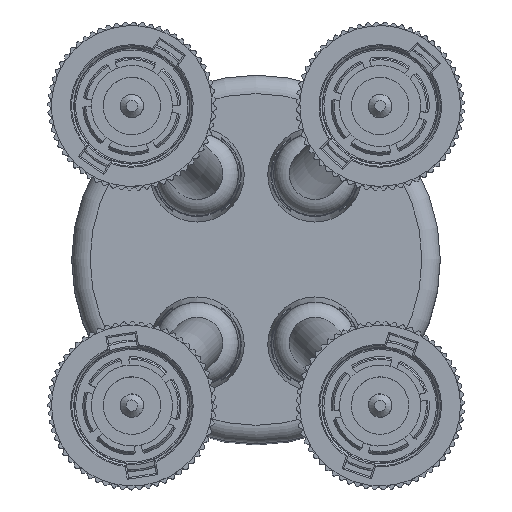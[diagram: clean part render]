
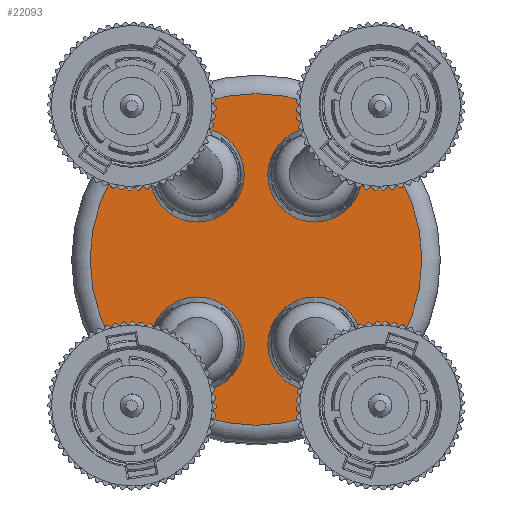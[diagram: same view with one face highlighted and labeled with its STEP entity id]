
A CAD part, top view. The second image highlights one B-rep face of the part: STEP entity #22093.
In plain terms, the highlighted planar face has unit normal (0, 0, 1).
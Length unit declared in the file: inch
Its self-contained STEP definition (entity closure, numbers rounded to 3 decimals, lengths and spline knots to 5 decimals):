
#2217=FACE_BOUND('',#3989,.T.);
#2218=FACE_BOUND('',#3990,.T.);
#2219=FACE_BOUND('',#3991,.T.);
#2220=FACE_BOUND('',#3992,.T.);
#2595=FACE_OUTER_BOUND('',#3988,.T.);
#3988=EDGE_LOOP('',(#15655));
#3989=EDGE_LOOP('',(#15656));
#3990=EDGE_LOOP('',(#15657));
#3991=EDGE_LOOP('',(#15658));
#3992=EDGE_LOOP('',(#15659));
#8255=CIRCLE('',#23648,0.16);
#8257=CIRCLE('',#23651,0.16);
#8337=CIRCLE('',#23822,0.16);
#8349=CIRCLE('',#23841,0.16);
#8390=CIRCLE('',#23918,0.5625);
#9473=VERTEX_POINT('',#32573);
#9474=VERTEX_POINT('',#32578);
#9613=VERTEX_POINT('',#33047);
#9620=VERTEX_POINT('',#33080);
#9679=VERTEX_POINT('',#33263);
#11557=EDGE_CURVE('',#9473,#9473,#8255,.T.);
#11560=EDGE_CURVE('',#9474,#9474,#8257,.T.);
#11767=EDGE_CURVE('',#9613,#9613,#8337,.T.);
#11786=EDGE_CURVE('',#9620,#9620,#8349,.T.);
#11873=EDGE_CURVE('',#9679,#9679,#8390,.T.);
#15655=ORIENTED_EDGE('',*,*,#11873,.T.);
#15656=ORIENTED_EDGE('',*,*,#11557,.T.);
#15657=ORIENTED_EDGE('',*,*,#11560,.T.);
#15658=ORIENTED_EDGE('',*,*,#11767,.T.);
#15659=ORIENTED_EDGE('',*,*,#11786,.T.);
#21406=PLANE('',#23920);
#22093=ADVANCED_FACE('',(#2595,#2217,#2218,#2219,#2220),#21406,.T.);
#23648=AXIS2_PLACEMENT_3D('',#32575,#26296,#26297);
#23651=AXIS2_PLACEMENT_3D('',#32580,#26303,#26304);
#23822=AXIS2_PLACEMENT_3D('',#33049,#26756,#26757);
#23841=AXIS2_PLACEMENT_3D('',#33082,#26801,#26802);
#23918=AXIS2_PLACEMENT_3D('',#33264,#27001,#27002);
#23920=AXIS2_PLACEMENT_3D('',#33266,#27005,#27006);
#26296=DIRECTION('center_axis',(0.,0.,-1.));
#26297=DIRECTION('ref_axis',(0.,-1.,0.));
#26303=DIRECTION('center_axis',(0.,0.,-1.));
#26304=DIRECTION('ref_axis',(0.,-1.,0.));
#26756=DIRECTION('center_axis',(0.,0.,-1.));
#26757=DIRECTION('ref_axis',(0.,-1.,0.));
#26801=DIRECTION('center_axis',(0.,0.,-1.));
#26802=DIRECTION('ref_axis',(0.,-1.,0.));
#27001=DIRECTION('center_axis',(0.,0.,1.));
#27002=DIRECTION('ref_axis',(1.,0.,0.));
#27005=DIRECTION('center_axis',(0.,0.,1.));
#27006=DIRECTION('ref_axis',(1.,0.,0.));
#32573=CARTESIAN_POINT('',(0.2,-0.127,3.728));
#32575=CARTESIAN_POINT('Origin',(0.2,-0.287,3.728));
#32578=CARTESIAN_POINT('',(0.2,0.447,3.728));
#32580=CARTESIAN_POINT('Origin',(0.2,0.287,3.728));
#33047=CARTESIAN_POINT('',(-0.2,0.447,3.728));
#33049=CARTESIAN_POINT('Origin',(-0.2,0.287,3.728));
#33080=CARTESIAN_POINT('',(-0.2,-0.127,3.728));
#33082=CARTESIAN_POINT('Origin',(-0.2,-0.287,3.728));
#33263=CARTESIAN_POINT('',(-0.5625,0.,3.728));
#33264=CARTESIAN_POINT('Origin',(0.,0.,3.728));
#33266=CARTESIAN_POINT('Origin',(0.,0.,3.728));
